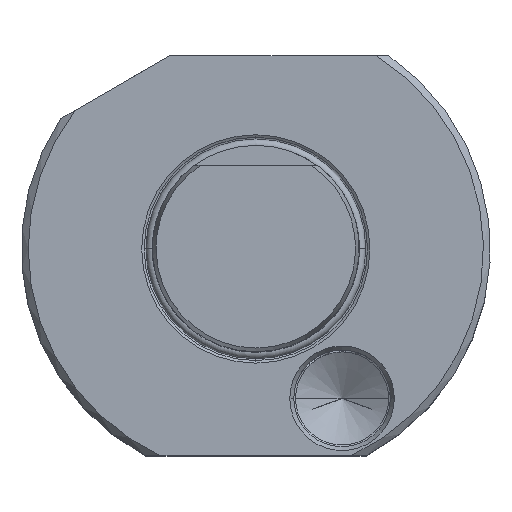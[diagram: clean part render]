
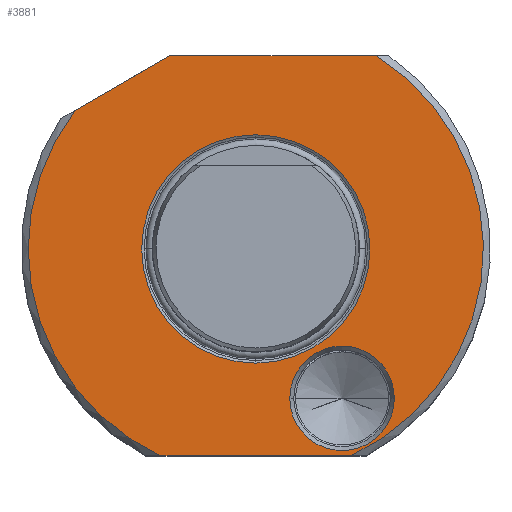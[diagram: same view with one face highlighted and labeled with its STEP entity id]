
A CAD part, top view. The second image highlights one B-rep face of the part: STEP entity #3881.
In plain terms, the highlighted planar face has unit normal (0, 0, 1).
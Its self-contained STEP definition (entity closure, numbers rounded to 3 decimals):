
#764=CARTESIAN_POINT('',(12.5,-21.651,0.5));
#765=DIRECTION('',(0,0,1));
#766=DIRECTION('',(-1,0,0));
#767=AXIS2_PLACEMENT_3D('',#764,#765,#766);
#769=CARTESIAN_POINT('',(12.5,-21.651,0.5));
#770=DIRECTION('',(0,0,1));
#771=DIRECTION('',(1,0,0));
#772=AXIS2_PLACEMENT_3D('',#769,#770,#771);
#774=DIRECTION('',(0.866,0.5,0));
#775=VECTOR('',#774,15.814);
#776=CARTESIAN_POINT('',(-26.178,20.093,0.5));
#777=LINE('',#776,#775);
#778=DIRECTION('',(-1,0,0));
#779=VECTOR('',#778,29.947);
#780=CARTESIAN_POINT('',(17.464,28,0.5));
#781=LINE('',#780,#779);
#782=CARTESIAN_POINT('',(0,0,0.5));
#783=DIRECTION('',(0,0,1));
#784=DIRECTION('',(0.417,-0.909,0));
#785=AXIS2_PLACEMENT_3D('',#782,#783,#784);
#787=DIRECTION('',(-1,0,0));
#788=VECTOR('',#787,27.495);
#789=CARTESIAN_POINT('',(13.748,-30,0.5));
#790=LINE('',#789,#788);
#791=CARTESIAN_POINT('',(0,0,0.5));
#792=DIRECTION('',(0,0,1));
#793=DIRECTION('',(-0.793,0.609,0));
#794=AXIS2_PLACEMENT_3D('',#791,#792,#793);
#804=CARTESIAN_POINT('',(0,0,0.5));
#805=DIRECTION('',(0,0,1));
#806=DIRECTION('',(0,1,0));
#807=AXIS2_PLACEMENT_3D('',#804,#805,#806);
#809=CARTESIAN_POINT('',(0,0,0.5));
#810=DIRECTION('',(0,0,-1));
#811=DIRECTION('',(0,1,0));
#812=AXIS2_PLACEMENT_3D('',#809,#810,#811);
#2242=CARTESIAN_POINT('',(17.464,28,0.5));
#2629=CARTESIAN_POINT('',(0,16.55,0.5));
#2631=VERTEX_POINT('',#2629);
#2635=CARTESIAN_POINT('',(0,-16.55,0.5));
#2637=VERTEX_POINT('',#2635);
#2833=CARTESIAN_POINT('',(4.923,-21.651,0.5));
#2834=CARTESIAN_POINT('',(20.078,-21.651,0.5));
#2835=VERTEX_POINT('',#2833);
#2836=VERTEX_POINT('',#2834);
#2875=CARTESIAN_POINT('',(13.748,-30,0.5));
#2876=CARTESIAN_POINT('',(-13.748,-30,0.5));
#2877=VERTEX_POINT('',#2875);
#2878=VERTEX_POINT('',#2876);
#2883=VERTEX_POINT('',#2242);
#2978=CARTESIAN_POINT('',(-26.178,20.093,0.5));
#2979=CARTESIAN_POINT('',(-12.483,28,0.5));
#2980=VERTEX_POINT('',#2978);
#2981=VERTEX_POINT('',#2979);
#3854=CARTESIAN_POINT('',(0,0,0.5));
#3855=DIRECTION('',(0,0,-1));
#3856=DIRECTION('',(0,-1,0));
#3857=AXIS2_PLACEMENT_3D('',#3854,#3855,#3856);
#3858=PLANE('',#3857);
#3859=ORIENTED_EDGE('',*,*,#3358,.T.);
#3861=ORIENTED_EDGE('',*,*,#3860,.F.);
#3863=ORIENTED_EDGE('',*,*,#3862,.F.);
#3865=ORIENTED_EDGE('',*,*,#3864,.T.);
#3867=ORIENTED_EDGE('',*,*,#3866,.F.);
#3868=EDGE_LOOP('',(#3859,#3861,#3863,#3865,#3867));
#3869=FACE_OUTER_BOUND('',#3868,.F.);
#3870=ORIENTED_EDGE('',*,*,#3844,.T.);
#3872=ORIENTED_EDGE('',*,*,#3871,.T.);
#3873=EDGE_LOOP('',(#3870,#3872));
#3874=FACE_BOUND('',#3873,.F.);
#3876=ORIENTED_EDGE('',*,*,#3875,.T.);
#3878=ORIENTED_EDGE('',*,*,#3877,.F.);
#3879=EDGE_LOOP('',(#3876,#3878));
#3880=FACE_BOUND('',#3879,.F.);
#3881=ADVANCED_FACE('',(#3869,#3874,#3880),#3858,.F.);
#768=CIRCLE('',#767,7.578);
#773=CIRCLE('',#772,7.578);
#786=CIRCLE('',#785,33);
#795=CIRCLE('',#794,33);
#808=CIRCLE('',#807,16.55);
#813=CIRCLE('',#812,16.55);
#3358=EDGE_CURVE('',#2980,#2981,#777,.T.);
#3844=EDGE_CURVE('',#2835,#2836,#768,.T.);
#3860=EDGE_CURVE('',#2883,#2981,#781,.T.);
#3862=EDGE_CURVE('',#2877,#2883,#786,.T.);
#3864=EDGE_CURVE('',#2877,#2878,#790,.T.);
#3866=EDGE_CURVE('',#2980,#2878,#795,.T.);
#3871=EDGE_CURVE('',#2836,#2835,#773,.T.);
#3875=EDGE_CURVE('',#2631,#2637,#808,.T.);
#3877=EDGE_CURVE('',#2631,#2637,#813,.T.);
